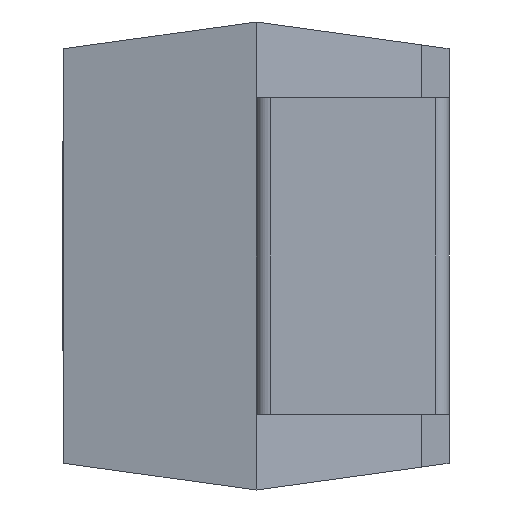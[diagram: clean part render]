
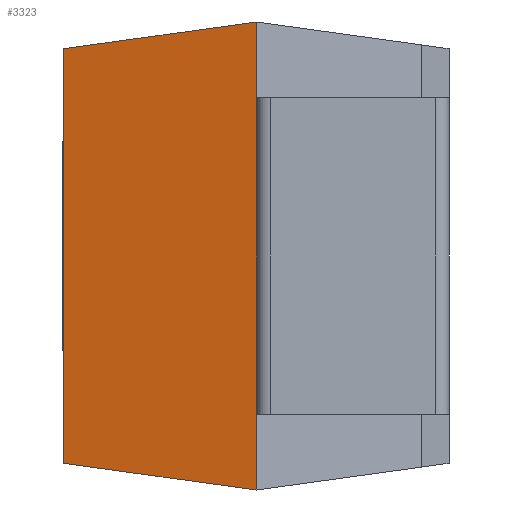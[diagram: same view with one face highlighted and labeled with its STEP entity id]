
A CAD part, left-side view. The second image highlights one B-rep face of the part: STEP entity #3323.
In plain terms, the highlighted planar face has unit normal (-0.978, 0.209, 0).
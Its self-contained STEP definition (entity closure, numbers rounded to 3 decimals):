
#35 = ORIENTED_EDGE ( 'NONE', *, *, #1314, .T. ) ;
#56 = LINE ( 'NONE', #1250, #333 ) ;
#74 = CARTESIAN_POINT ( 'NONE',  ( 0., 1.4, -2.85 ) ) ;
#184 = VECTOR ( 'NONE', #3062, 1000. ) ;
#318 = DIRECTION ( 'NONE',  ( 0., 0., 1. ) ) ;
#333 = VECTOR ( 'NONE', #3301, 1000. ) ;
#373 = EDGE_LOOP ( 'NONE', ( #1493, #2690, #1675, #35, #1684, #874 ) ) ;
#415 = VECTOR ( 'NONE', #1026, 1000. ) ;
#636 = VECTOR ( 'NONE', #862, 1000. ) ;
#674 = CARTESIAN_POINT ( 'NONE',  ( 0., 1.4, -3.4 ) ) ;
#729 = EDGE_CURVE ( 'NONE', #3305, #1244, #1137, .T. ) ;
#749 = LINE ( 'NONE', #1378, #415 ) ;
#754 = EDGE_CURVE ( 'NONE', #2507, #3584, #3601, .T. ) ;
#838 = CARTESIAN_POINT ( 'NONE',  ( 0.3, 2.8, -3.206 ) ) ;
#862 = DIRECTION ( 'NONE',  ( 0., 0., 1. ) ) ;
#874 = ORIENTED_EDGE ( 'NONE', *, *, #1241, .F. ) ;
#898 = AXIS2_PLACEMENT_3D ( 'NONE', #1227, #2103, #2387 ) ;
#1026 = DIRECTION ( 'NONE',  ( 0., 0., 1. ) ) ;
#1137 = LINE ( 'NONE', #2295, #636 ) ;
#1195 = LINE ( 'NONE', #1217, #1614 ) ;
#1217 = CARTESIAN_POINT ( 'NONE',  ( -0.187, 0.528, 0.121 ) ) ;
#1227 = CARTESIAN_POINT ( 'NONE',  ( -0.286, 0.061, -3.4 ) ) ;
#1241 = EDGE_CURVE ( 'NONE', #2397, #1244, #1195, .T. ) ;
#1244 = VERTEX_POINT ( 'NONE', #3539 ) ;
#1250 = CARTESIAN_POINT ( 'NONE',  ( -0.281, 0.085, -3.582 ) ) ;
#1314 = EDGE_CURVE ( 'NONE', #3584, #3305, #2173, .T. ) ;
#1378 = CARTESIAN_POINT ( 'NONE',  ( 0.3, 2.8, -3.4 ) ) ;
#1462 = PLANE ( 'NONE',  #898 ) ;
#1493 = ORIENTED_EDGE ( 'NONE', *, *, #2039, .F. ) ;
#1589 = CARTESIAN_POINT ( 'NONE',  ( 0., 1.4, -3.4 ) ) ;
#1614 = VECTOR ( 'NONE', #2360, 1000. ) ;
#1675 = ORIENTED_EDGE ( 'NONE', *, *, #754, .T. ) ;
#1684 = ORIENTED_EDGE ( 'NONE', *, *, #729, .T. ) ;
#2039 = EDGE_CURVE ( 'NONE', #3512, #2397, #749, .T. ) ;
#2100 = CARTESIAN_POINT ( 'NONE',  ( 0., 1.4, -3.4 ) ) ;
#2103 = DIRECTION ( 'NONE',  ( -0.978, 0.209, 0. ) ) ;
#2173 = LINE ( 'NONE', #1589, #184 ) ;
#2295 = CARTESIAN_POINT ( 'NONE',  ( 0., 1.4, -3.4 ) ) ;
#2360 = DIRECTION ( 'NONE',  ( -0.207, -0.969, 0.134 ) ) ;
#2387 = DIRECTION ( 'NONE',  ( -0.209, -0.978, 0. ) ) ;
#2397 = VERTEX_POINT ( 'NONE', #3271 ) ;
#2507 = VERTEX_POINT ( 'NONE', #674 ) ;
#2639 = CARTESIAN_POINT ( 'NONE',  ( 0., 1.4, -0.55 ) ) ;
#2657 = FACE_OUTER_BOUND ( 'NONE', #373, .T. ) ;
#2690 = ORIENTED_EDGE ( 'NONE', *, *, #3099, .T. ) ;
#2974 = VECTOR ( 'NONE', #318, 1000. ) ;
#3062 = DIRECTION ( 'NONE',  ( 0., 0., 1. ) ) ;
#3099 = EDGE_CURVE ( 'NONE', #3512, #2507, #56, .T. ) ;
#3271 = CARTESIAN_POINT ( 'NONE',  ( 0.3, 2.8, -0.194 ) ) ;
#3301 = DIRECTION ( 'NONE',  ( -0.207, -0.969, -0.134 ) ) ;
#3305 = VERTEX_POINT ( 'NONE', #2639 ) ;
#3323 = ADVANCED_FACE ( 'NONE', ( #2657 ), #1462, .T. ) ;
#3512 = VERTEX_POINT ( 'NONE', #838 ) ;
#3539 = CARTESIAN_POINT ( 'NONE',  ( 0., 1.4, 0. ) ) ;
#3584 = VERTEX_POINT ( 'NONE', #74 ) ;
#3601 = LINE ( 'NONE', #2100, #2974 ) ;
